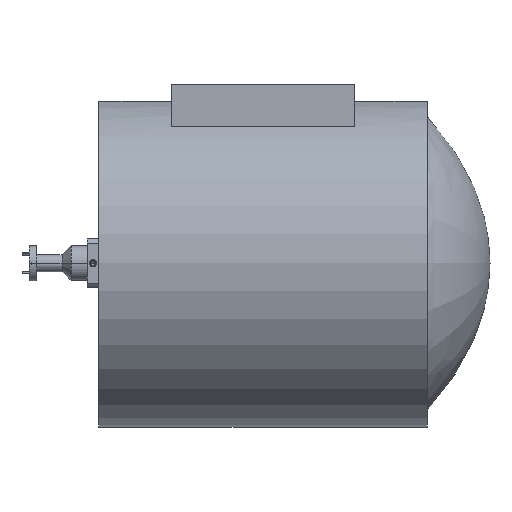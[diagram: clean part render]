
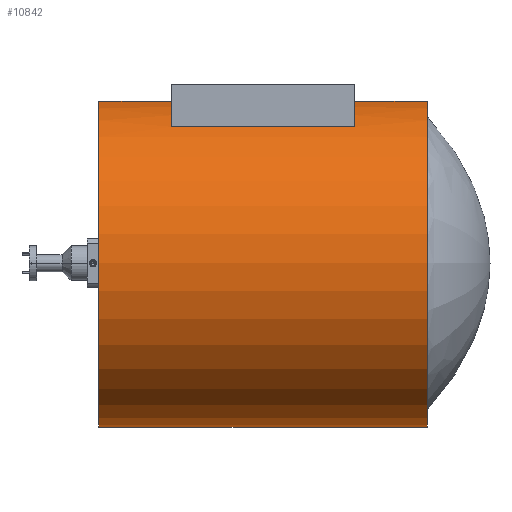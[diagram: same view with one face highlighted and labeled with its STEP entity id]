
A CAD part, left-side view. The second image highlights one B-rep face of the part: STEP entity #10842.
In plain terms, the highlighted cylindrical face has radius 88.9 mm (diameter 177.8 mm), a partial arc.
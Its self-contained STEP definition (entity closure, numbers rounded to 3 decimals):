
#166 = LINE ( 'NONE', #24237, #5362 ) ;
#187 = ORIENTED_EDGE ( 'NONE', *, *, #31240, .T. ) ;
#1108 = DIRECTION ( 'NONE',  ( 0., 1., 0. ) ) ;
#1600 = CIRCLE ( 'NONE', #24260, 88.9 ) ;
#1748 = CARTESIAN_POINT ( 'NONE',  ( -14.973, 39.37, 87.63 ) ) ;
#1777 = DIRECTION ( 'NONE',  ( 0., -1., 0. ) ) ;
#2241 = DIRECTION ( 'NONE',  ( 0., 0., 1. ) ) ;
#2401 = CARTESIAN_POINT ( 'NONE',  ( 0., 0., 0. ) ) ;
#2546 = AXIS2_PLACEMENT_3D ( 'NONE', #5620, #16024, #15662 ) ;
#2748 = VERTEX_POINT ( 'NONE', #18155 ) ;
#3500 = VERTEX_POINT ( 'NONE', #30100 ) ;
#4092 = VERTEX_POINT ( 'NONE', #25536 ) ;
#5006 = DIRECTION ( 'NONE',  ( 0., -1., 0. ) ) ;
#5362 = VECTOR ( 'NONE', #19041, 1000. ) ;
#5620 = CARTESIAN_POINT ( 'NONE',  ( 0., 138.43, 0. ) ) ;
#5756 = VERTEX_POINT ( 'NONE', #21683 ) ;
#6178 = EDGE_CURVE ( 'NONE', #7843, #30698, #166, .T. ) ;
#7411 = AXIS2_PLACEMENT_3D ( 'NONE', #2401, #15400, #2241 ) ;
#7691 = EDGE_CURVE ( 'NONE', #5756, #8937, #20744, .T. ) ;
#7843 = VERTEX_POINT ( 'NONE', #8106 ) ;
#7951 = VECTOR ( 'NONE', #5006, 1000. ) ;
#8106 = CARTESIAN_POINT ( 'NONE',  ( -14.973, 0., 87.63 ) ) ;
#8526 = ORIENTED_EDGE ( 'NONE', *, *, #10008, .T. ) ;
#8584 = CARTESIAN_POINT ( 'NONE',  ( -14.973, 138.43, 87.63 ) ) ;
#8937 = VERTEX_POINT ( 'NONE', #27658 ) ;
#9547 = ORIENTED_EDGE ( 'NONE', *, *, #21236, .T. ) ;
#10008 = EDGE_CURVE ( 'NONE', #8937, #7843, #15734, .T. ) ;
#10216 = EDGE_CURVE ( 'NONE', #2748, #4092, #30600, .T. ) ;
#10795 = ORIENTED_EDGE ( 'NONE', *, *, #7691, .T. ) ;
#10842 = ADVANCED_FACE ( 'NONE', ( #10991 ), #11158, .T. ) ;
#10991 = FACE_OUTER_BOUND ( 'NONE', #31034, .T. ) ;
#11158 = CYLINDRICAL_SURFACE ( 'NONE', #33476, 88.9 ) ;
#11769 = ORIENTED_EDGE ( 'NONE', *, *, #24533, .F. ) ;
#12749 = VERTEX_POINT ( 'NONE', #8584 ) ;
#13934 = CARTESIAN_POINT ( 'NONE',  ( -14.973, 177.8, 87.63 ) ) ;
#15400 = DIRECTION ( 'NONE',  ( 0., 1., 0. ) ) ;
#15662 = DIRECTION ( 'NONE',  ( -1., 0., 0. ) ) ;
#15734 = CIRCLE ( 'NONE', #7411, 88.9 ) ;
#15812 = ORIENTED_EDGE ( 'NONE', *, *, #10216, .F. ) ;
#16024 = DIRECTION ( 'NONE',  ( 0., -1., 0. ) ) ;
#16171 = CARTESIAN_POINT ( 'NONE',  ( 0., 177.8, 0. ) ) ;
#16514 = DIRECTION ( 'NONE',  ( 0., -1., 0. ) ) ;
#18155 = CARTESIAN_POINT ( 'NONE',  ( -49.53, 138.43, 73.824 ) ) ;
#18603 = CARTESIAN_POINT ( 'NONE',  ( 0., 177.8, 0. ) ) ;
#19041 = DIRECTION ( 'NONE',  ( 0., 1., 0. ) ) ;
#19098 = DIRECTION ( 'NONE',  ( 0., 1., 0. ) ) ;
#20744 = LINE ( 'NONE', #31315, #7951 ) ;
#21236 = EDGE_CURVE ( 'NONE', #30698, #4092, #1600, .T. ) ;
#21683 = CARTESIAN_POINT ( 'NONE',  ( 0., 177.8, -88.9 ) ) ;
#22883 = DIRECTION ( 'NONE',  ( -1., 0., 0. ) ) ;
#22964 = DIRECTION ( 'NONE',  ( 0., -1., 0. ) ) ;
#23438 = AXIS2_PLACEMENT_3D ( 'NONE', #18603, #19098, #29657 ) ;
#24237 = CARTESIAN_POINT ( 'NONE',  ( -14.973, 177.8, 87.63 ) ) ;
#24242 = ORIENTED_EDGE ( 'NONE', *, *, #30054, .F. ) ;
#24260 = AXIS2_PLACEMENT_3D ( 'NONE', #25485, #1777, #22883 ) ;
#24533 = EDGE_CURVE ( 'NONE', #5756, #3500, #29531, .T. ) ;
#25045 = CARTESIAN_POINT ( 'NONE',  ( -49.53, 138.43, 73.824 ) ) ;
#25485 = CARTESIAN_POINT ( 'NONE',  ( 0., 39.37, 0. ) ) ;
#25536 = CARTESIAN_POINT ( 'NONE',  ( -49.53, 39.37, 73.824 ) ) ;
#27658 = CARTESIAN_POINT ( 'NONE',  ( 0., 0., -88.9 ) ) ;
#27979 = CIRCLE ( 'NONE', #2546, 88.9 ) ;
#28628 = VECTOR ( 'NONE', #1108, 1000. ) ;
#29531 = CIRCLE ( 'NONE', #23438, 88.9 ) ;
#29657 = DIRECTION ( 'NONE',  ( 0., 0., 1. ) ) ;
#29661 = DIRECTION ( 'NONE',  ( 0., 0., -1. ) ) ;
#30054 = EDGE_CURVE ( 'NONE', #12749, #2748, #27979, .T. ) ;
#30100 = CARTESIAN_POINT ( 'NONE',  ( -14.973, 177.8, 87.63 ) ) ;
#30600 = LINE ( 'NONE', #25045, #31784 ) ;
#30698 = VERTEX_POINT ( 'NONE', #1748 ) ;
#31034 = EDGE_LOOP ( 'NONE', ( #31603, #9547, #15812, #24242, #187, #11769, #10795, #8526 ) ) ;
#31240 = EDGE_CURVE ( 'NONE', #12749, #3500, #31498, .T. ) ;
#31315 = CARTESIAN_POINT ( 'NONE',  ( 0., 177.8, -88.9 ) ) ;
#31498 = LINE ( 'NONE', #13934, #28628 ) ;
#31603 = ORIENTED_EDGE ( 'NONE', *, *, #6178, .T. ) ;
#31784 = VECTOR ( 'NONE', #22964, 1000. ) ;
#33476 = AXIS2_PLACEMENT_3D ( 'NONE', #16171, #16514, #29661 ) ;
